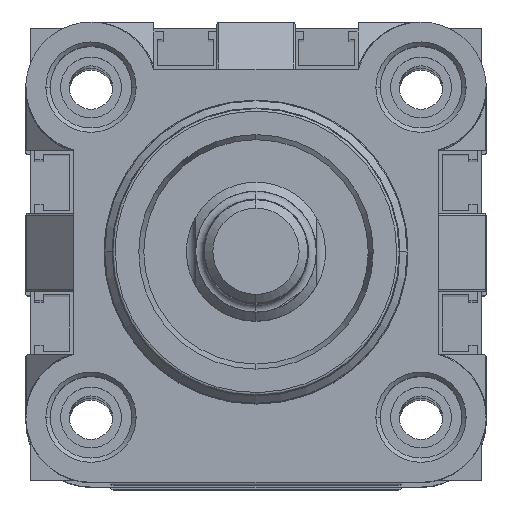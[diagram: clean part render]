
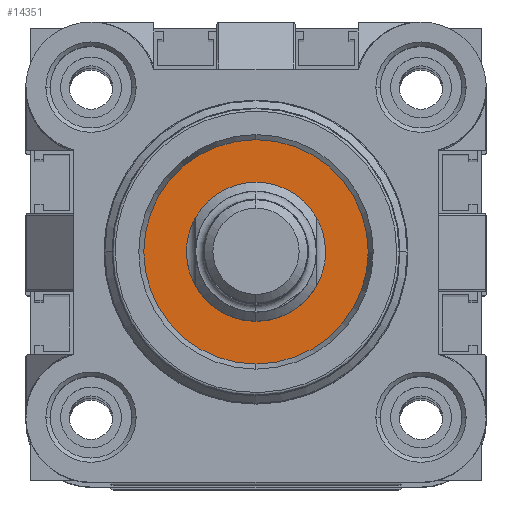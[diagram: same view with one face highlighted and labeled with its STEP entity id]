
A CAD part, top view. The second image highlights one B-rep face of the part: STEP entity #14351.
In plain terms, the highlighted face is planar.
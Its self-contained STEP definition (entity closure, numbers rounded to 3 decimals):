
#1175 = CIRCLE ( 'NONE', #15337, 8. ) ;
#1750 = DIRECTION ( 'NONE',  ( 0., 0., -1. ) ) ;
#2325 = ORIENTED_EDGE ( 'NONE', *, *, #7690, .F. ) ;
#2552 = EDGE_LOOP ( 'NONE', ( #17240, #2325 ) ) ;
#4590 = CARTESIAN_POINT ( 'NONE',  ( 21., 21., -18.5 ) ) ;
#5761 = DIRECTION ( 'NONE',  ( 0., 0., -1. ) ) ;
#5820 = FACE_BOUND ( 'NONE', #2552, .T. ) ;
#6648 = DIRECTION ( 'NONE',  ( 0., 1., 0. ) ) ;
#7690 = EDGE_CURVE ( 'NONE', #16333, #20601, #1175, .T. ) ;
#7869 = DIRECTION ( 'NONE',  ( 0., 0., -1. ) ) ;
#8291 = EDGE_CURVE ( 'NONE', #20601, #16333, #17328, .T. ) ;
#8520 = CARTESIAN_POINT ( 'NONE',  ( 29., 21., -18.5 ) ) ;
#8686 = CARTESIAN_POINT ( 'NONE',  ( 21., 8.082, -18.5 ) ) ;
#9011 = VERTEX_POINT ( 'NONE', #13696 ) ;
#10025 = PLANE ( 'NONE',  #23685 ) ;
#10158 = EDGE_CURVE ( 'NONE', #9011, #18800, #16818, .T. ) ;
#12078 = DIRECTION ( 'NONE',  ( 0., 0., -1. ) ) ;
#13696 = CARTESIAN_POINT ( 'NONE',  ( 21., 33.918, -18.5 ) ) ;
#13929 = CARTESIAN_POINT ( 'NONE',  ( 21., 21., -18.5 ) ) ;
#14351 = ADVANCED_FACE ( 'NONE', ( #5820, #26151 ), #10025, .T. ) ;
#14711 = CARTESIAN_POINT ( 'NONE',  ( 13., 21., -18.5 ) ) ;
#14971 = AXIS2_PLACEMENT_3D ( 'NONE', #4590, #18801, #6648 ) ;
#15337 = AXIS2_PLACEMENT_3D ( 'NONE', #20019, #7869, #22067 ) ;
#15954 = DIRECTION ( 'NONE',  ( 0., 1., 0. ) ) ;
#16333 = VERTEX_POINT ( 'NONE', #8520 ) ;
#16818 = CIRCLE ( 'NONE', #14971, 12.918 ) ;
#17240 = ORIENTED_EDGE ( 'NONE', *, *, #8291, .F. ) ;
#17328 = CIRCLE ( 'NONE', #25276, 8. ) ;
#17943 = CARTESIAN_POINT ( 'NONE',  ( 21., 21., -18.5 ) ) ;
#18477 = ORIENTED_EDGE ( 'NONE', *, *, #10158, .T. ) ;
#18720 = AXIS2_PLACEMENT_3D ( 'NONE', #13929, #1750, #15954 ) ;
#18800 = VERTEX_POINT ( 'NONE', #8686 ) ;
#18801 = DIRECTION ( 'NONE',  ( 0., 0., -1. ) ) ;
#19364 = EDGE_LOOP ( 'NONE', ( #18477, #24977 ) ) ;
#19687 = CIRCLE ( 'NONE', #18720, 12.918 ) ;
#19989 = DIRECTION ( 'NONE',  ( -1., 0., 0. ) ) ;
#20019 = CARTESIAN_POINT ( 'NONE',  ( 21., 21., -18.5 ) ) ;
#20601 = VERTEX_POINT ( 'NONE', #14711 ) ;
#22067 = DIRECTION ( 'NONE',  ( -1., 0., 0. ) ) ;
#22163 = CARTESIAN_POINT ( 'NONE',  ( 34.073, 7.927, -18.5 ) ) ;
#23513 = EDGE_CURVE ( 'NONE', #18800, #9011, #19687, .T. ) ;
#23685 = AXIS2_PLACEMENT_3D ( 'NONE', #22163, #12078, #26230 ) ;
#24977 = ORIENTED_EDGE ( 'NONE', *, *, #23513, .T. ) ;
#25276 = AXIS2_PLACEMENT_3D ( 'NONE', #17943, #5761, #19989 ) ;
#26151 = FACE_OUTER_BOUND ( 'NONE', #19364, .T. ) ;
#26230 = DIRECTION ( 'NONE',  ( -1., 0., 0. ) ) ;
